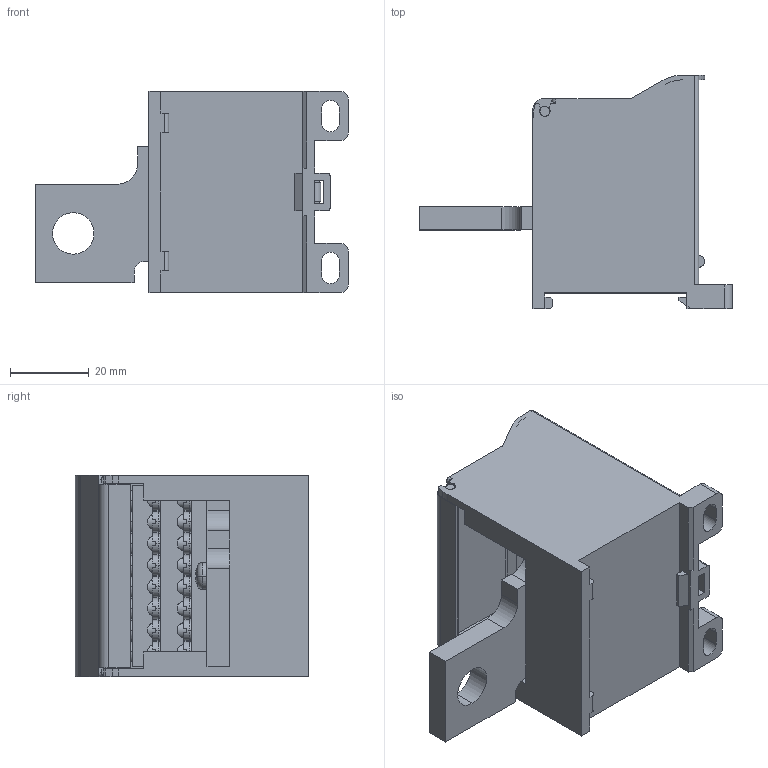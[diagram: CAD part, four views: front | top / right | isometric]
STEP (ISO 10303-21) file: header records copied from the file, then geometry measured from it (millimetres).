
FILE_DESCRIPTION((''),'2;1');
FILE_NAME('5YB576381_ASM','2023-11-30T',('dell'),(''),'PRO/ENGINEER BY PARAMETRIC TECHNOLOGY CORPORATION, 2013230','PRO/ENGINEER BY PARAMETRIC TECHNOLOGY CORPORATION, 2013230','');
FILE_SCHEMA(('AUTOMOTIVE_DESIGN { 1 0 10303 214 1 1 1 1 }'));
Length unit declared in the file: millimetre
Products named in the file (1): 5YB576381_ASM
Bounding box: 79.2 x 59.2 x 51 mm (x, y, z)
Volume: 74928.3 mm3; surface area: 36146.2 mm2
Topology: 1 solids, 4 shells, 1299 faces, 3614 edges, 2315 vertices
Faces by surface type: plane 553, cylinder 466, cone 176, torus 52, sphere 50, bspline 2
Entity records: 52893 total; most frequent: CARTESIAN_POINT 11479, ORIENTED_EDGE 7100, DIRECTION 6995, EDGE_CURVE 3550, AXIS2_PLACEMENT_3D 2589, VERTEX_POINT 2315, VECTOR 1817, LINE 1817
